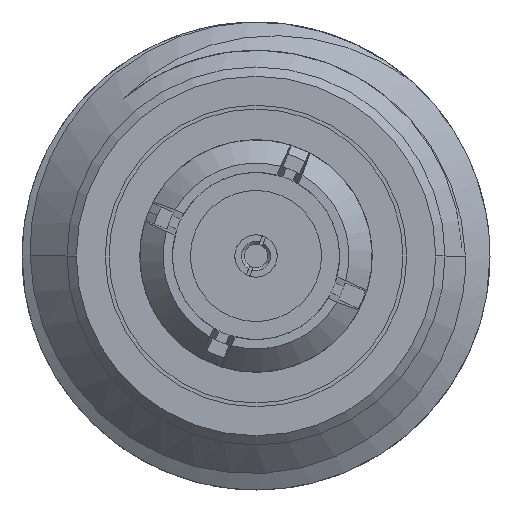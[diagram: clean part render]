
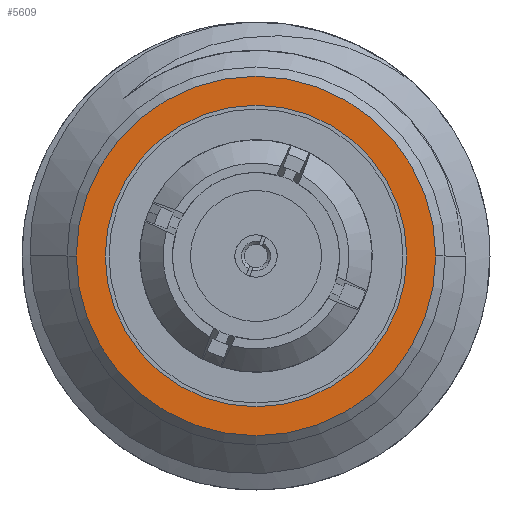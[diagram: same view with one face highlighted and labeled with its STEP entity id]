
A CAD part, left-side view. The second image highlights one B-rep face of the part: STEP entity #5609.
In plain terms, the highlighted planar face has unit normal (-1, 0, 0).
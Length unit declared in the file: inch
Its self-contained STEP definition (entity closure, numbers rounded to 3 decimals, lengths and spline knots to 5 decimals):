
#297 = EDGE_CURVE ( 'NONE', #5310, #1546, #6078, .T. ) ;
#338 = EDGE_CURVE ( 'NONE', #1546, #5310, #3117, .T. ) ;
#432 = ORIENTED_EDGE ( 'NONE', *, *, #1386, .T. ) ;
#434 = AXIS2_PLACEMENT_3D ( 'NONE', #1250, #5144, #758 ) ;
#640 = CARTESIAN_POINT ( 'NONE',  ( 0.15327, -0.08052, 0. ) ) ;
#758 = DIRECTION ( 'NONE',  ( 0., -1., 0. ) ) ;
#853 = DIRECTION ( 'NONE',  ( 0., -1., 0. ) ) ;
#882 = DIRECTION ( 'NONE',  ( -1., 0., 0. ) ) ;
#953 = EDGE_LOOP ( 'NONE', ( #6749, #4128 ) ) ;
#1059 = AXIS2_PLACEMENT_3D ( 'NONE', #2487, #5294, #853 ) ;
#1147 = ORIENTED_EDGE ( 'NONE', *, *, #4513, .T. ) ;
#1250 = CARTESIAN_POINT ( 'NONE',  ( 0.15327, 0., 0. ) ) ;
#1350 = DIRECTION ( 'NONE',  ( 0., -1., 0. ) ) ;
#1384 = EDGE_LOOP ( 'NONE', ( #432, #1147 ) ) ;
#1386 = EDGE_CURVE ( 'NONE', #5006, #3642, #3999, .T. ) ;
#1546 = VERTEX_POINT ( 'NONE', #2463 ) ;
#1591 = AXIS2_PLACEMENT_3D ( 'NONE', #4230, #882, #2952 ) ;
#1622 = CIRCLE ( 'NONE', #2912, 0.096 ) ;
#2463 = CARTESIAN_POINT ( 'NONE',  ( 0.15327, 0.08052, 0. ) ) ;
#2487 = CARTESIAN_POINT ( 'NONE',  ( 0.15327, 0., 0. ) ) ;
#2552 = PLANE ( 'NONE',  #4737 ) ;
#2720 = DIRECTION ( 'NONE',  ( 0., -1., 0. ) ) ;
#2805 = CARTESIAN_POINT ( 'NONE',  ( 0.15327, 0.096, 0. ) ) ;
#2912 = AXIS2_PLACEMENT_3D ( 'NONE', #7123, #3822, #2720 ) ;
#2952 = DIRECTION ( 'NONE',  ( 0., -1., 0. ) ) ;
#3117 = CIRCLE ( 'NONE', #1591, 0.08052 ) ;
#3642 = VERTEX_POINT ( 'NONE', #6146 ) ;
#3822 = DIRECTION ( 'NONE',  ( -1., 0., 0. ) ) ;
#3999 = CIRCLE ( 'NONE', #1059, 0.096 ) ;
#4128 = ORIENTED_EDGE ( 'NONE', *, *, #338, .F. ) ;
#4164 = DIRECTION ( 'NONE',  ( -1., 0., 0. ) ) ;
#4230 = CARTESIAN_POINT ( 'NONE',  ( 0.15327, 0., 0. ) ) ;
#4242 = FACE_BOUND ( 'NONE', #953, .T. ) ;
#4513 = EDGE_CURVE ( 'NONE', #3642, #5006, #1622, .T. ) ;
#4737 = AXIS2_PLACEMENT_3D ( 'NONE', #5296, #4164, #1350 ) ;
#5006 = VERTEX_POINT ( 'NONE', #2805 ) ;
#5144 = DIRECTION ( 'NONE',  ( -1., 0., 0. ) ) ;
#5294 = DIRECTION ( 'NONE',  ( -1., 0., 0. ) ) ;
#5296 = CARTESIAN_POINT ( 'NONE',  ( 0.15327, 0., 0. ) ) ;
#5310 = VERTEX_POINT ( 'NONE', #640 ) ;
#5609 = ADVANCED_FACE ( 'NONE', ( #5882, #4242 ), #2552, .T. ) ;
#5882 = FACE_OUTER_BOUND ( 'NONE', #1384, .T. ) ;
#6078 = CIRCLE ( 'NONE', #434, 0.08052 ) ;
#6146 = CARTESIAN_POINT ( 'NONE',  ( 0.15327, -0.096, 0. ) ) ;
#6749 = ORIENTED_EDGE ( 'NONE', *, *, #297, .F. ) ;
#7123 = CARTESIAN_POINT ( 'NONE',  ( 0.15327, 0., 0. ) ) ;
